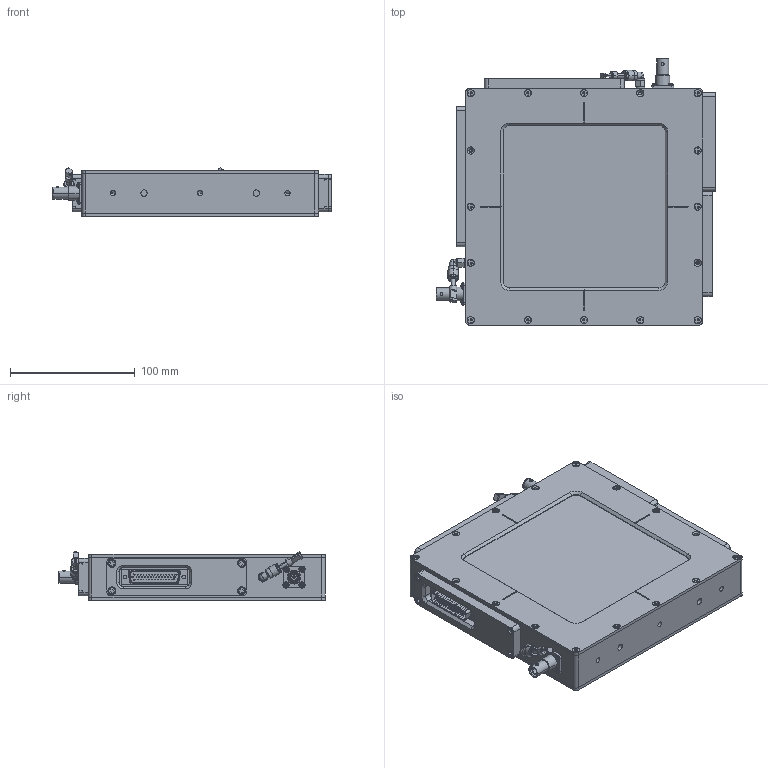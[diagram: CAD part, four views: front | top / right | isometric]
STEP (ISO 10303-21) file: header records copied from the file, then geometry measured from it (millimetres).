
FILE_DESCRIPTION (( 'STEP AP214' ), '1' );
FILE_NAME ('88202230-IC32-6.STEP', '2014-12-22T21:08:13', ( 'Andrew' ), ( 'Microsoft' ), 'SwSTEP 2.0', 'SolidWorks 2014', '' );
FILE_SCHEMA (( 'AUTOMOTIVE_DESIGN' ));
Length unit declared in the file: millimetre
Products named in the file (1): 88202230-IC32-6
Bounding box: 224.07 x 213.57 x 38.76 mm (x, y, z)
Volume: 444013.1 mm3; surface area: 372333 mm2
Topology: 86 solids, 86 shells, 4558 faces, 11072 edges, 7077 vertices
Faces by surface type: plane 2207, cylinder 1362, cone 471, bspline 462, torus 38, sphere 18
Entity records: 198806 total; most frequent: CARTESIAN_POINT 41348, ORIENTED_EDGE 21928, DIRECTION 21807, EDGE_CURVE 10964, AXIS2_PLACEMENT_3D 7620, VERTEX_POINT 7075, VECTOR 6567, LINE 6567
